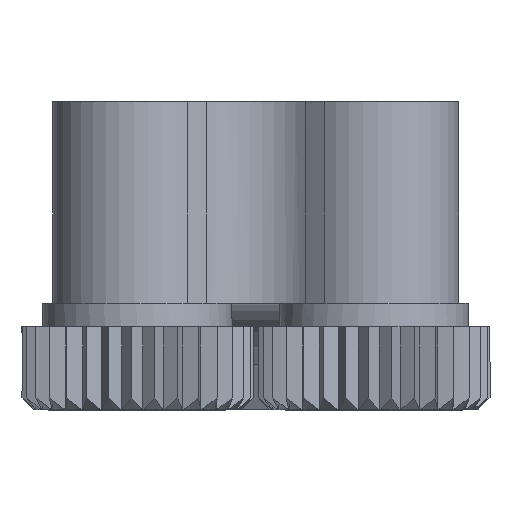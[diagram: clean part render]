
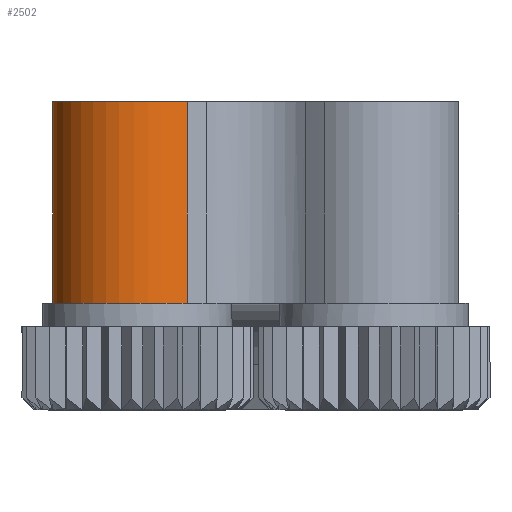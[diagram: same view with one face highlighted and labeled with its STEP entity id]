
A CAD part, left-side view. The second image highlights one B-rep face of the part: STEP entity #2502.
In plain terms, the highlighted cylindrical face has radius 3.5 mm (diameter 7 mm), a partial arc.
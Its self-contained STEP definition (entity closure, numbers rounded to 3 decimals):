
#155=LINE('',#3764,#383);
#157=LINE('',#3767,#385);
#383=VECTOR('',#3093,10.);
#385=VECTOR('',#3097,10.);
#592=CYLINDRICAL_SURFACE('',#2771,3.5);
#635=FACE_OUTER_BOUND('',#779,.T.);
#779=EDGE_LOOP('',(#1717,#1718,#1719,#1720));
#910=CIRCLE('',#2728,3.5);
#925=CIRCLE('',#2756,3.5);
#998=VERTEX_POINT('',#3668);
#999=VERTEX_POINT('',#3670);
#1014=VERTEX_POINT('',#3719);
#1015=VERTEX_POINT('',#3721);
#1251=EDGE_CURVE('',#999,#998,#910,.T.);
#1273=EDGE_CURVE('',#1014,#1015,#925,.T.);
#1295=EDGE_CURVE('',#999,#1014,#155,.T.);
#1297=EDGE_CURVE('',#998,#1015,#157,.T.);
#1717=ORIENTED_EDGE('',*,*,#1251,.T.);
#1718=ORIENTED_EDGE('',*,*,#1297,.T.);
#1719=ORIENTED_EDGE('',*,*,#1273,.F.);
#1720=ORIENTED_EDGE('',*,*,#1295,.F.);
#2502=ADVANCED_FACE('',(#635),#592,.T.);
#2728=AXIS2_PLACEMENT_3D('',#3671,#2986,#2987);
#2756=AXIS2_PLACEMENT_3D('',#3722,#3049,#3050);
#2771=AXIS2_PLACEMENT_3D('',#3766,#3095,#3096);
#2986=DIRECTION('center_axis',(0.,0.,-1.));
#2987=DIRECTION('ref_axis',(-0.784,0.621,0.));
#3049=DIRECTION('center_axis',(0.,0.,-1.));
#3050=DIRECTION('ref_axis',(-0.784,0.621,0.));
#3093=DIRECTION('',(0.,0.,-1.));
#3095=DIRECTION('center_axis',(0.,0.,-1.));
#3096=DIRECTION('ref_axis',(-0.784,0.621,0.));
#3097=DIRECTION('',(0.,0.,-1.));
#3668=CARTESIAN_POINT('',(-113.445,5.672,-4.5));
#3670=CARTESIAN_POINT('',(-110.661,0.,-4.5));
#3671=CARTESIAN_POINT('Origin',(-110.7,3.5,-4.5));
#3719=CARTESIAN_POINT('',(-110.661,0.,-13.));
#3721=CARTESIAN_POINT('',(-113.445,5.672,-13.));
#3722=CARTESIAN_POINT('Origin',(-110.7,3.5,-13.));
#3764=CARTESIAN_POINT('',(-110.661,0.,0.));
#3766=CARTESIAN_POINT('Origin',(-110.7,3.5,0.));
#3767=CARTESIAN_POINT('',(-113.445,5.672,0.));
